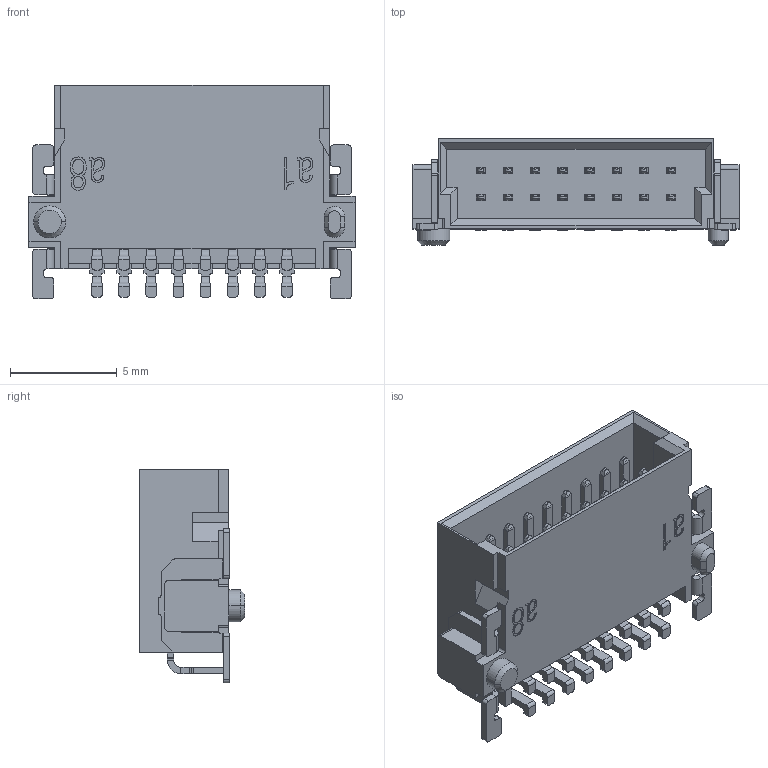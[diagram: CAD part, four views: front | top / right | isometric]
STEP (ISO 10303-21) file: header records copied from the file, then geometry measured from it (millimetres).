
FILE_DESCRIPTION (( 'STEP AP214' ), '1' );
FILE_NAME ('403-51016-51_C.STEP', '2017-11-21T16:11:35', ( '' ), ( '' ), 'SwSTEP 2.0', 'SolidWorks 2016', '' );
FILE_SCHEMA (( 'AUTOMOTIVE_DESIGN' ));
Length unit declared in the file: millimetre
Products named in the file (2): 403-51016-51_C
Bounding box: 15.25 x 4.95 x 10 mm (x, y, z)
Volume: 275.8 mm3; surface area: 818.1 mm2
Topology: 1 solids, 1 shells, 1182 faces, 3230 edges, 2090 vertices
Faces by surface type: plane 634, cylinder 440, bspline 72, torus 32, cone 4
Entity records: 54589 total; most frequent: CARTESIAN_POINT 12144, ORIENTED_EDGE 6460, DIRECTION 5746, EDGE_CURVE 3230, VERTEX_POINT 2090, VECTOR 2042, LINE 2042, AXIS2_PLACEMENT_3D 1852
